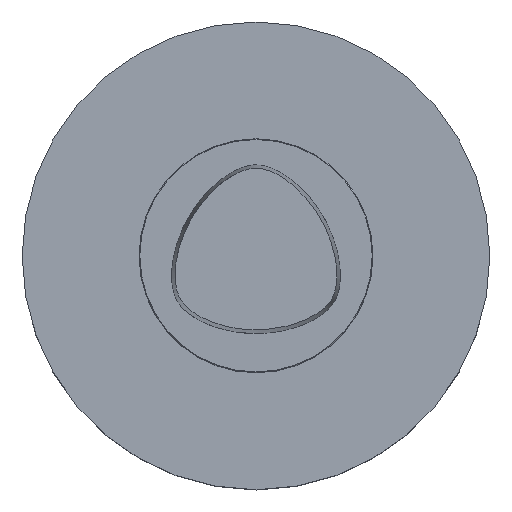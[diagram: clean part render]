
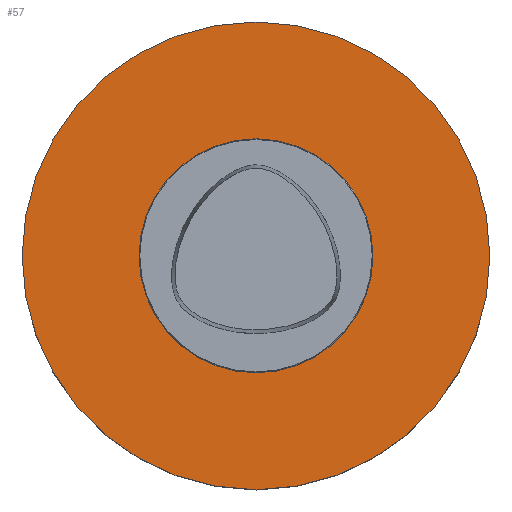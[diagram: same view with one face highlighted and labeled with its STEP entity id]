
A CAD part, top view. The second image highlights one B-rep face of the part: STEP entity #57.
In plain terms, the highlighted planar face has unit normal (0, 0, 1).
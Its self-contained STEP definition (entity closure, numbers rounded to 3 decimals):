
#57=ADVANCED_FACE('',(#70,#71),#66,.F.);
#66=PLANE('',#178);
#70=FACE_BOUND('',#83,.T.);
#71=FACE_BOUND('',#84,.T.);
#83=EDGE_LOOP('',(#99));
#84=EDGE_LOOP('',(#100));
#99=ORIENTED_EDGE('',*,*,#135,.T.);
#100=ORIENTED_EDGE('',*,*,#136,.F.);
#123=VERTEX_POINT('',#227);
#124=VERTEX_POINT('',#229);
#135=EDGE_CURVE('',#123,#123,#147,.T.);
#136=EDGE_CURVE('',#124,#124,#148,.T.);
#147=CIRCLE('',#176,100.);
#148=CIRCLE('',#177,50.);
#176=AXIS2_PLACEMENT_3D('',#226,#196,#197);
#177=AXIS2_PLACEMENT_3D('',#228,#198,#199);
#178=AXIS2_PLACEMENT_3D('',#230,#200,#201);
#196=DIRECTION('',(0.,0.,1.));
#197=DIRECTION('',(0.,-1.,0.));
#198=DIRECTION('',(0.,0.,1.));
#199=DIRECTION('',(-1.,0.,0.));
#200=DIRECTION('',(0.,0.,-1.));
#201=DIRECTION('',(0.,-1.,0.));
#226=CARTESIAN_POINT('',(0.,0.,-32.));
#227=CARTESIAN_POINT('',(0.,100.,-32.));
#228=CARTESIAN_POINT('',(0.,0.,-32.));
#229=CARTESIAN_POINT('',(-50.,0.,-32.));
#230=CARTESIAN_POINT('',(0.,0.,-32.));
